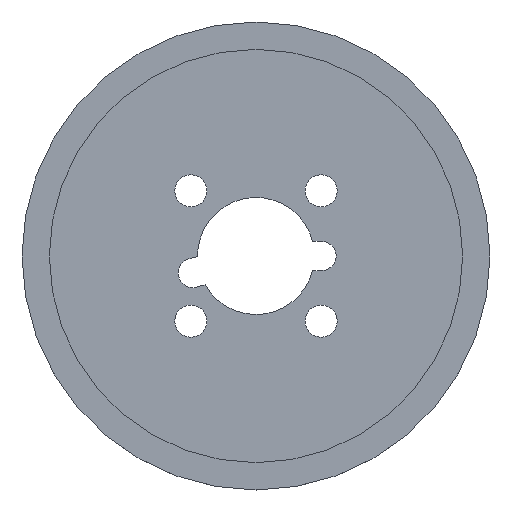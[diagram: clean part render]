
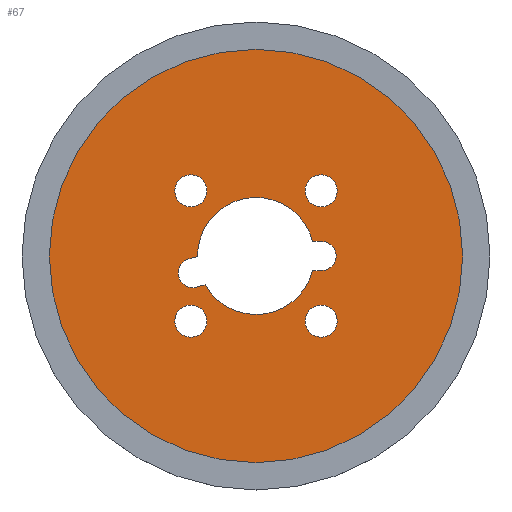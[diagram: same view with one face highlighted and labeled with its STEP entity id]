
A CAD part, top view. The second image highlights one B-rep face of the part: STEP entity #67.
In plain terms, the highlighted planar face has unit normal (0, 0, 1).
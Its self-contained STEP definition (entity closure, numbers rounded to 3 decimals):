
#67=ADVANCED_FACE('',(#139,#140,#141,#142,#143,#144),#90,.F.);
#90=PLANE('',#448);
#101=LINE('',#637,#119);
#102=LINE('',#642,#120);
#103=LINE('',#646,#121);
#104=LINE('',#650,#122);
#119=VECTOR('',#517,1.);
#120=VECTOR('',#520,1.);
#121=VECTOR('',#523,1.);
#122=VECTOR('',#526,1.);
#139=FACE_BOUND('',#177,.T.);
#140=FACE_BOUND('',#178,.T.);
#141=FACE_BOUND('',#179,.T.);
#142=FACE_BOUND('',#180,.T.);
#143=FACE_BOUND('',#181,.T.);
#144=FACE_BOUND('',#182,.T.);
#177=EDGE_LOOP('',(#230));
#178=EDGE_LOOP('',(#231));
#179=EDGE_LOOP('',(#232));
#180=EDGE_LOOP('',(#233));
#181=EDGE_LOOP('',(#234));
#182=EDGE_LOOP('',(#235,#236,#237,#238,#239,#240,#241,#242));
#230=ORIENTED_EDGE('',*,*,#348,.T.);
#231=ORIENTED_EDGE('',*,*,#349,.T.);
#232=ORIENTED_EDGE('',*,*,#350,.T.);
#233=ORIENTED_EDGE('',*,*,#351,.T.);
#234=ORIENTED_EDGE('',*,*,#352,.F.);
#235=ORIENTED_EDGE('',*,*,#353,.F.);
#236=ORIENTED_EDGE('',*,*,#354,.T.);
#237=ORIENTED_EDGE('',*,*,#355,.F.);
#238=ORIENTED_EDGE('',*,*,#356,.T.);
#239=ORIENTED_EDGE('',*,*,#357,.T.);
#240=ORIENTED_EDGE('',*,*,#358,.T.);
#241=ORIENTED_EDGE('',*,*,#359,.F.);
#242=ORIENTED_EDGE('',*,*,#360,.T.);
#314=VERTEX_POINT('',#628);
#315=VERTEX_POINT('',#630);
#316=VERTEX_POINT('',#632);
#317=VERTEX_POINT('',#634);
#318=VERTEX_POINT('',#636);
#319=VERTEX_POINT('',#638);
#320=VERTEX_POINT('',#639);
#321=VERTEX_POINT('',#641);
#322=VERTEX_POINT('',#643);
#323=VERTEX_POINT('',#645);
#324=VERTEX_POINT('',#647);
#325=VERTEX_POINT('',#649);
#326=VERTEX_POINT('',#651);
#348=EDGE_CURVE('',#314,#314,#386,.T.);
#349=EDGE_CURVE('',#315,#315,#387,.T.);
#350=EDGE_CURVE('',#316,#316,#388,.T.);
#351=EDGE_CURVE('',#317,#317,#389,.T.);
#352=EDGE_CURVE('',#318,#318,#390,.T.);
#353=EDGE_CURVE('',#319,#320,#101,.T.);
#354=EDGE_CURVE('',#319,#321,#391,.T.);
#355=EDGE_CURVE('',#322,#321,#102,.T.);
#356=EDGE_CURVE('',#322,#323,#392,.T.);
#357=EDGE_CURVE('',#323,#324,#103,.T.);
#358=EDGE_CURVE('',#324,#325,#393,.T.);
#359=EDGE_CURVE('',#326,#325,#104,.T.);
#360=EDGE_CURVE('',#326,#320,#394,.T.);
#386=CIRCLE('',#439,5.5);
#387=CIRCLE('',#440,5.5);
#388=CIRCLE('',#441,5.5);
#389=CIRCLE('',#442,5.5);
#390=CIRCLE('',#443,79.4);
#391=CIRCLE('',#444,5.);
#392=CIRCLE('',#445,20.004);
#393=CIRCLE('',#446,5.);
#394=CIRCLE('',#447,20.004);
#439=AXIS2_PLACEMENT_3D('',#627,#507,#508);
#440=AXIS2_PLACEMENT_3D('',#629,#509,#510);
#441=AXIS2_PLACEMENT_3D('',#631,#511,#512);
#442=AXIS2_PLACEMENT_3D('',#633,#513,#514);
#443=AXIS2_PLACEMENT_3D('',#635,#515,#516);
#444=AXIS2_PLACEMENT_3D('',#640,#518,#519);
#445=AXIS2_PLACEMENT_3D('',#644,#521,#522);
#446=AXIS2_PLACEMENT_3D('',#648,#524,#525);
#447=AXIS2_PLACEMENT_3D('',#652,#527,#528);
#448=AXIS2_PLACEMENT_3D('',#653,#529,#530);
#507=DIRECTION('',(0.,0.,-1.));
#508=DIRECTION('',(0.,-1.,0.));
#509=DIRECTION('',(0.,0.,-1.));
#510=DIRECTION('',(0.,-1.,0.));
#511=DIRECTION('',(0.,0.,-1.));
#512=DIRECTION('',(0.,-1.,0.));
#513=DIRECTION('',(0.,0.,-1.));
#514=DIRECTION('',(0.,-1.,0.));
#515=DIRECTION('',(0.,0.,-1.));
#516=DIRECTION('',(-1.,0.,0.));
#517=DIRECTION('',(-1.,0.,0.));
#518=DIRECTION('',(0.,0.,-1.));
#519=DIRECTION('',(0.,-1.,0.));
#520=DIRECTION('',(1.,0.,0.));
#521=DIRECTION('',(0.,0.,-1.));
#522=DIRECTION('',(0.,-1.,0.));
#523=DIRECTION('',(-0.966,-0.259,0.));
#524=DIRECTION('',(0.,0.,-1.));
#525=DIRECTION('',(0.,-1.,0.));
#526=DIRECTION('',(-0.966,-0.259,0.));
#527=DIRECTION('',(0.,0.,-1.));
#528=DIRECTION('',(0.,-1.,0.));
#529=DIRECTION('',(0.,0.,-1.));
#530=DIRECTION('',(0.,-1.,0.));
#627=CARTESIAN_POINT('',(22.274,22.274,0.));
#628=CARTESIAN_POINT('',(22.274,16.774,0.));
#629=CARTESIAN_POINT('',(-22.274,22.274,0.));
#630=CARTESIAN_POINT('',(-22.274,16.774,0.));
#631=CARTESIAN_POINT('',(-22.274,-22.274,0.));
#632=CARTESIAN_POINT('',(-22.274,-27.774,0.));
#633=CARTESIAN_POINT('',(22.274,-22.274,0.));
#634=CARTESIAN_POINT('',(22.274,-27.774,0.));
#635=CARTESIAN_POINT('',(0.,0.,0.));
#636=CARTESIAN_POINT('',(-79.4,0.,0.));
#637=CARTESIAN_POINT('',(0.,5.,0.));
#638=CARTESIAN_POINT('',(22.396,5.,0.));
#639=CARTESIAN_POINT('',(19.369,5.,0.));
#640=CARTESIAN_POINT('',(22.396,0.,0.));
#641=CARTESIAN_POINT('',(22.396,-5.,0.));
#642=CARTESIAN_POINT('',(0.,-5.,0.));
#643=CARTESIAN_POINT('',(19.369,-5.,0.));
#644=CARTESIAN_POINT('',(0.,0.,0.));
#645=CARTESIAN_POINT('',(-17.415,-9.843,0.));
#646=CARTESIAN_POINT('',(1.294,-4.83,0.));
#647=CARTESIAN_POINT('',(-20.339,-10.626,0.));
#648=CARTESIAN_POINT('',(-21.633,-5.797,0.));
#649=CARTESIAN_POINT('',(-22.927,-0.967,0.));
#650=CARTESIAN_POINT('',(-1.294,4.83,0.));
#651=CARTESIAN_POINT('',(-20.003,-0.183,0.));
#652=CARTESIAN_POINT('',(0.,0.,0.));
#653=CARTESIAN_POINT('',(0.,0.,0.));
